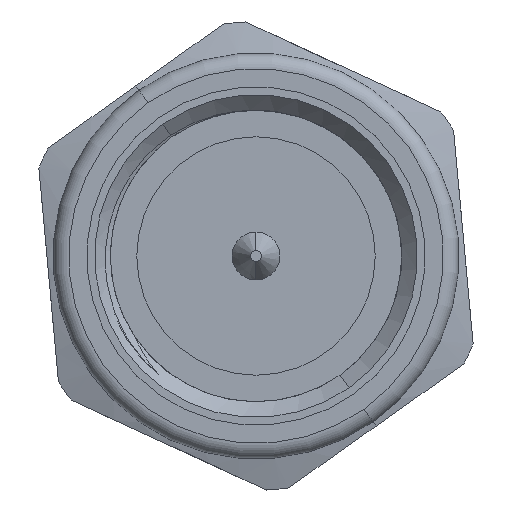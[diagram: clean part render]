
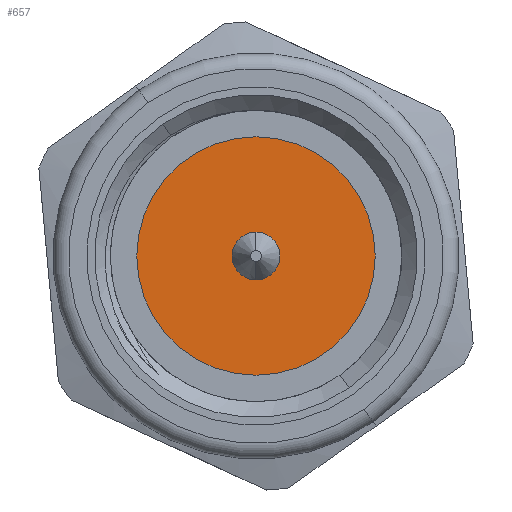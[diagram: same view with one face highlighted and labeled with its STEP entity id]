
A CAD part, front view. The second image highlights one B-rep face of the part: STEP entity #657.
In plain terms, the highlighted planar face has unit normal (0, -1, 0).
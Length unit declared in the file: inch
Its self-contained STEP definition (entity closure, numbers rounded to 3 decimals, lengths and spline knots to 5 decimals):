
#97 = DIRECTION ( 'NONE',  ( 0., 1., 0. ) ) ;
#142 = DIRECTION ( 'NONE',  ( 0., 1., 0. ) ) ;
#169 = CARTESIAN_POINT ( 'NONE',  ( 0., 0., 0.01811 ) ) ;
#177 = ORIENTED_EDGE ( 'NONE', *, *, #2525, .F. ) ;
#186 = CARTESIAN_POINT ( 'NONE',  ( 0., 0., 0. ) ) ;
#201 = VERTEX_POINT ( 'NONE', #169 ) ;
#375 = CARTESIAN_POINT ( 'NONE',  ( 0., 0., 0. ) ) ;
#577 = DIRECTION ( 'NONE',  ( 0., 0., 1. ) ) ;
#606 = FACE_BOUND ( 'NONE', #1039, .T. ) ;
#657 = ADVANCED_FACE ( 'NONE', ( #2147, #606 ), #3177, .F. ) ;
#797 = CARTESIAN_POINT ( 'NONE',  ( 0., 0., -0.09016 ) ) ;
#821 = DIRECTION ( 'NONE',  ( 0., 0., 1. ) ) ;
#950 = ORIENTED_EDGE ( 'NONE', *, *, #3635, .F. ) ;
#992 = CARTESIAN_POINT ( 'NONE',  ( 0., 0., 0. ) ) ;
#1039 = EDGE_LOOP ( 'NONE', ( #1975, #2346 ) ) ;
#1058 = DIRECTION ( 'NONE',  ( 0., 1., 0. ) ) ;
#1409 = EDGE_CURVE ( 'NONE', #2837, #201, #2104, .T. ) ;
#1562 = AXIS2_PLACEMENT_3D ( 'NONE', #186, #2657, #821 ) ;
#1821 = CARTESIAN_POINT ( 'NONE',  ( 0., 0., 0. ) ) ;
#1930 = CARTESIAN_POINT ( 'NONE',  ( 0., 0., 0.09016 ) ) ;
#1975 = ORIENTED_EDGE ( 'NONE', *, *, #1409, .T. ) ;
#2067 = EDGE_CURVE ( 'NONE', #201, #2837, #3987, .T. ) ;
#2104 = CIRCLE ( 'NONE', #3842, 0.01811 ) ;
#2147 = FACE_OUTER_BOUND ( 'NONE', #3723, .T. ) ;
#2234 = AXIS2_PLACEMENT_3D ( 'NONE', #3848, #1058, #2310 ) ;
#2310 = DIRECTION ( 'NONE',  ( 0., 0., 1. ) ) ;
#2326 = CARTESIAN_POINT ( 'NONE',  ( 0., 0., -0.01811 ) ) ;
#2328 = AXIS2_PLACEMENT_3D ( 'NONE', #992, #97, #3481 ) ;
#2346 = ORIENTED_EDGE ( 'NONE', *, *, #2067, .T. ) ;
#2445 = AXIS2_PLACEMENT_3D ( 'NONE', #375, #142, #2885 ) ;
#2525 = EDGE_CURVE ( 'NONE', #2756, #4014, #3504, .T. ) ;
#2657 = DIRECTION ( 'NONE',  ( 0., 1., 0. ) ) ;
#2756 = VERTEX_POINT ( 'NONE', #797 ) ;
#2837 = VERTEX_POINT ( 'NONE', #2326 ) ;
#2885 = DIRECTION ( 'NONE',  ( 1., 0., 0. ) ) ;
#2989 = CIRCLE ( 'NONE', #2328, 0.09016 ) ;
#3177 = PLANE ( 'NONE',  #2445 ) ;
#3369 = DIRECTION ( 'NONE',  ( 0., 1., 0. ) ) ;
#3481 = DIRECTION ( 'NONE',  ( 0., 0., 1. ) ) ;
#3504 = CIRCLE ( 'NONE', #1562, 0.09016 ) ;
#3635 = EDGE_CURVE ( 'NONE', #4014, #2756, #2989, .T. ) ;
#3723 = EDGE_LOOP ( 'NONE', ( #177, #950 ) ) ;
#3842 = AXIS2_PLACEMENT_3D ( 'NONE', #1821, #3369, #577 ) ;
#3848 = CARTESIAN_POINT ( 'NONE',  ( 0., 0., 0. ) ) ;
#3987 = CIRCLE ( 'NONE', #2234, 0.01811 ) ;
#4014 = VERTEX_POINT ( 'NONE', #1930 ) ;
